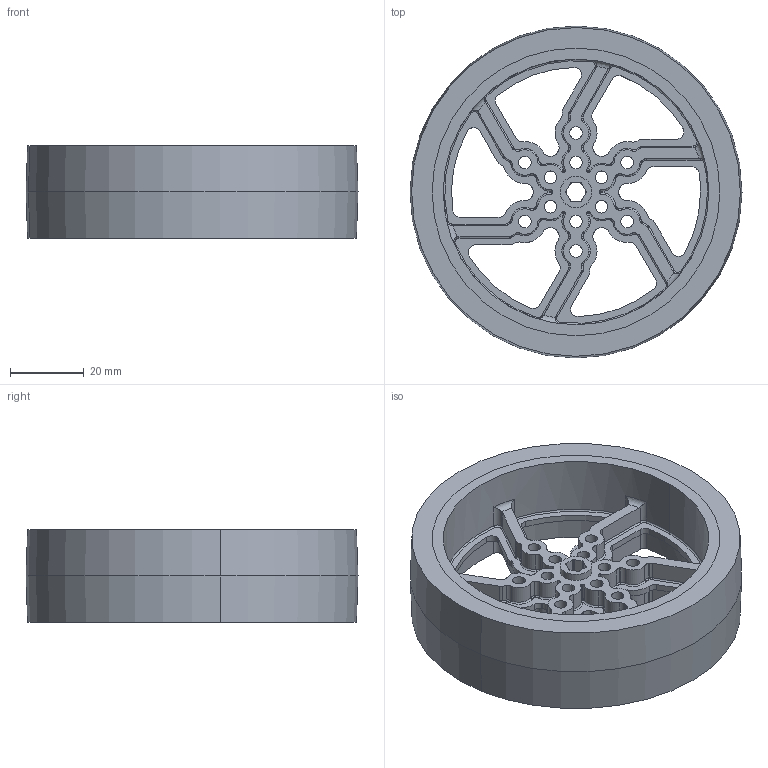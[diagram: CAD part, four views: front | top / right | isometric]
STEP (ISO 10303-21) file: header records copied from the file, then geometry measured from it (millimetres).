
FILE_DESCRIPTION (( 'STEP AP214' ), '1' );
FILE_NAME ('REV-41-1267.STEP', '2018-05-09T14:59:47', ( '' ), ( '' ), 'SwSTEP 2.0', 'SolidWorks 2017', '' );
FILE_SCHEMA (( 'AUTOMOTIVE_DESIGN' ));
Length unit declared in the file: millimetre
Products named in the file (3): REV-41-1267; tread; 90 mm not stealth wheels
Assembly tree (2 placements, depth 2):
  REV-41-1267
    90 mm not stealth wheels
    tread
Bounding box: 90 x 90 x 25 mm (x, y, z)
Volume: 68619.2 mm3; surface area: 48610.8 mm2
Topology: 2 solids, 2 shells, 2052 faces, 5001 edges, 2934 vertices
Faces by surface type: bspline 636, cylinder 633, torus 420, plane 271, cone 60, sphere 32
Entity records: 73833 total; most frequent: CARTESIAN_POINT 29419, ORIENTED_EDGE 9914, DIRECTION 8891, EDGE_CURVE 4957, AXIS2_PLACEMENT_3D 3862, VERTEX_POINT 2918, CIRCLE 2441, EDGE_LOOP 2101
